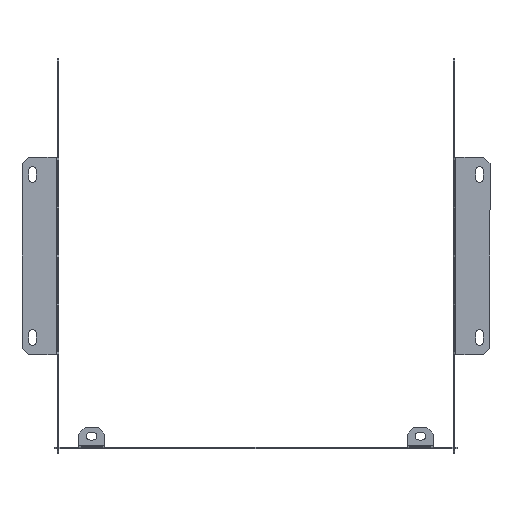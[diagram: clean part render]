
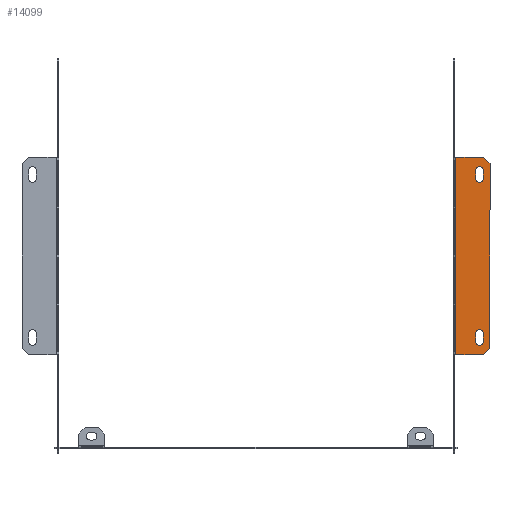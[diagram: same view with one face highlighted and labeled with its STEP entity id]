
A CAD part, left-side view. The second image highlights one B-rep face of the part: STEP entity #14099.
In plain terms, the highlighted face is planar.
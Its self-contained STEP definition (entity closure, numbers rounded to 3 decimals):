
#251 = DIRECTION ( 'NONE',  ( 0., -1., 0. ) ) ;
#429 = VECTOR ( 'NONE', #3786, 1000. ) ;
#481 = CARTESIAN_POINT ( 'NONE',  ( 22.004, 75., 99.5 ) ) ;
#530 = DIRECTION ( 'NONE',  ( 0., 1., 0. ) ) ;
#1048 = EDGE_CURVE ( 'NONE', #5783, #1714, #11406, .T. ) ;
#1395 = CIRCLE ( 'NONE', #5102, 3. ) ;
#1606 = LINE ( 'NONE', #11562, #12687 ) ;
#1654 = ORIENTED_EDGE ( 'NONE', *, *, #13156, .F. ) ;
#1714 = VERTEX_POINT ( 'NONE', #6734 ) ;
#1737 = AXIS2_PLACEMENT_3D ( 'NONE', #13687, #4826, #12386 ) ;
#1896 = CARTESIAN_POINT ( 'NONE',  ( 19.004, -65., 99.5 ) ) ;
#2056 = VERTEX_POINT ( 'NONE', #7669 ) ;
#2058 = ORIENTED_EDGE ( 'NONE', *, *, #4315, .F. ) ;
#2248 = VERTEX_POINT ( 'NONE', #3774 ) ;
#2312 = DIRECTION ( 'NONE',  ( 0., 0., -1. ) ) ;
#2340 = CIRCLE ( 'NONE', #6984, 3. ) ;
#2419 = VERTEX_POINT ( 'NONE', #10740 ) ;
#2452 = ORIENTED_EDGE ( 'NONE', *, *, #4376, .F. ) ;
#2667 = EDGE_CURVE ( 'NONE', #2056, #6839, #10721, .T. ) ;
#2735 = VECTOR ( 'NONE', #2783, 1000. ) ;
#2770 = EDGE_LOOP ( 'NONE', ( #10705, #5916, #1654, #11397 ) ) ;
#2783 = DIRECTION ( 'NONE',  ( -1., 0., 0. ) ) ;
#2890 = VECTOR ( 'NONE', #7251, 1000. ) ;
#3001 = EDGE_CURVE ( 'NONE', #1714, #2056, #8028, .T. ) ;
#3065 = LINE ( 'NONE', #3131, #10596 ) ;
#3131 = CARTESIAN_POINT ( 'NONE',  ( 27.004, 75., 99.5 ) ) ;
#3481 = VERTEX_POINT ( 'NONE', #9243 ) ;
#3535 = CARTESIAN_POINT ( 'NONE',  ( 22.004, -75., 99.5 ) ) ;
#3677 = CARTESIAN_POINT ( 'NONE',  ( 16.004, -59., 99.5 ) ) ;
#3774 = CARTESIAN_POINT ( 'NONE',  ( 22.004, -65., 99.5 ) ) ;
#3786 = DIRECTION ( 'NONE',  ( 0., 1., 0. ) ) ;
#3790 = DIRECTION ( 'NONE',  ( -1., 0., 0. ) ) ;
#3929 = LINE ( 'NONE', #7131, #429 ) ;
#3942 = DIRECTION ( 'NONE',  ( 0., 0., 1. ) ) ;
#3943 = VECTOR ( 'NONE', #6334, 1000. ) ;
#3962 = FACE_BOUND ( 'NONE', #11871, .T. ) ;
#4028 = FACE_BOUND ( 'NONE', #2770, .T. ) ;
#4089 = EDGE_LOOP ( 'NONE', ( #2058, #9583, #13925, #12907, #10521, #2452 ) ) ;
#4205 = CARTESIAN_POINT ( 'NONE',  ( 22.004, -75., 99.5 ) ) ;
#4315 = EDGE_CURVE ( 'NONE', #6630, #3481, #12383, .T. ) ;
#4376 = EDGE_CURVE ( 'NONE', #3481, #8141, #11499, .T. ) ;
#4518 = EDGE_CURVE ( 'NONE', #8641, #6184, #3065, .T. ) ;
#4663 = CARTESIAN_POINT ( 'NONE',  ( 19.004, -59., 99.5 ) ) ;
#4784 = DIRECTION ( 'NONE',  ( 0., -1., 0. ) ) ;
#4791 = EDGE_CURVE ( 'NONE', #8643, #8141, #1606, .T. ) ;
#4826 = DIRECTION ( 'NONE',  ( 0., 0., -1. ) ) ;
#4993 = CARTESIAN_POINT ( 'NONE',  ( 22.004, 65., 99.5 ) ) ;
#5102 = AXIS2_PLACEMENT_3D ( 'NONE', #1896, #3942, #12798 ) ;
#5318 = AXIS2_PLACEMENT_3D ( 'NONE', #8857, #2312, #7622 ) ;
#5670 = ORIENTED_EDGE ( 'NONE', *, *, #1048, .T. ) ;
#5783 = VERTEX_POINT ( 'NONE', #9829 ) ;
#5849 = CARTESIAN_POINT ( 'NONE',  ( 27.004, -75., 99.5 ) ) ;
#5916 = ORIENTED_EDGE ( 'NONE', *, *, #13527, .F. ) ;
#6184 = VERTEX_POINT ( 'NONE', #14238 ) ;
#6334 = DIRECTION ( 'NONE',  ( -0.707, 0.707, 0. ) ) ;
#6351 = ORIENTED_EDGE ( 'NONE', *, *, #2667, .T. ) ;
#6630 = VERTEX_POINT ( 'NONE', #4205 ) ;
#6734 = CARTESIAN_POINT ( 'NONE',  ( 22.004, 59., 99.5 ) ) ;
#6839 = VERTEX_POINT ( 'NONE', #12552 ) ;
#6984 = AXIS2_PLACEMENT_3D ( 'NONE', #4663, #9101, #7473 ) ;
#6996 = CARTESIAN_POINT ( 'NONE',  ( 16.004, -65., 99.5 ) ) ;
#7131 = CARTESIAN_POINT ( 'NONE',  ( 22.004, -65., 99.5 ) ) ;
#7170 = CARTESIAN_POINT ( 'NONE',  ( 27.004, -70., 99.5 ) ) ;
#7251 = DIRECTION ( 'NONE',  ( 0., 1., 0. ) ) ;
#7357 = LINE ( 'NONE', #8516, #3943 ) ;
#7473 = DIRECTION ( 'NONE',  ( -1., 0., 0. ) ) ;
#7622 = DIRECTION ( 'NONE',  ( -1., 0., 0. ) ) ;
#7662 = VECTOR ( 'NONE', #12326, 1000. ) ;
#7669 = CARTESIAN_POINT ( 'NONE',  ( 16.004, 59., 99.5 ) ) ;
#7876 = CARTESIAN_POINT ( 'NONE',  ( 1., 75., 99.5 ) ) ;
#8028 = CIRCLE ( 'NONE', #1737, 3. ) ;
#8141 = VERTEX_POINT ( 'NONE', #7876 ) ;
#8241 = CARTESIAN_POINT ( 'NONE',  ( 1., 0., 99.5 ) ) ;
#8265 = VERTEX_POINT ( 'NONE', #6996 ) ;
#8271 = ORIENTED_EDGE ( 'NONE', *, *, #11259, .T. ) ;
#8328 = PLANE ( 'NONE',  #9076 ) ;
#8516 = CARTESIAN_POINT ( 'NONE',  ( 22.004, 75., 99.5 ) ) ;
#8521 = VECTOR ( 'NONE', #530, 1000. ) ;
#8641 = VERTEX_POINT ( 'NONE', #7170 ) ;
#8643 = VERTEX_POINT ( 'NONE', #481 ) ;
#8648 = VERTEX_POINT ( 'NONE', #3677 ) ;
#8834 = LINE ( 'NONE', #11216, #14150 ) ;
#8857 = CARTESIAN_POINT ( 'NONE',  ( 19.004, 65., 99.5 ) ) ;
#9064 = LINE ( 'NONE', #3535, #7662 ) ;
#9076 = AXIS2_PLACEMENT_3D ( 'NONE', #11512, #12605, #10565 ) ;
#9101 = DIRECTION ( 'NONE',  ( 0., 0., 1. ) ) ;
#9243 = CARTESIAN_POINT ( 'NONE',  ( 1., -75., 99.5 ) ) ;
#9491 = CARTESIAN_POINT ( 'NONE',  ( 16.004, 65., 99.5 ) ) ;
#9583 = ORIENTED_EDGE ( 'NONE', *, *, #12737, .T. ) ;
#9829 = CARTESIAN_POINT ( 'NONE',  ( 22.004, 65., 99.5 ) ) ;
#10116 = VECTOR ( 'NONE', #4784, 1000. ) ;
#10521 = ORIENTED_EDGE ( 'NONE', *, *, #4791, .T. ) ;
#10565 = DIRECTION ( 'NONE',  ( -1., 0., 0. ) ) ;
#10573 = EDGE_CURVE ( 'NONE', #2248, #2419, #3929, .T. ) ;
#10596 = VECTOR ( 'NONE', #10917, 1000. ) ;
#10705 = ORIENTED_EDGE ( 'NONE', *, *, #10573, .F. ) ;
#10721 = LINE ( 'NONE', #9491, #2890 ) ;
#10740 = CARTESIAN_POINT ( 'NONE',  ( 22.004, -59., 99.5 ) ) ;
#10917 = DIRECTION ( 'NONE',  ( 0., 1., 0. ) ) ;
#11216 = CARTESIAN_POINT ( 'NONE',  ( 16.004, -65., 99.5 ) ) ;
#11259 = EDGE_CURVE ( 'NONE', #6839, #5783, #11578, .T. ) ;
#11397 = ORIENTED_EDGE ( 'NONE', *, *, #13789, .F. ) ;
#11406 = LINE ( 'NONE', #4993, #10116 ) ;
#11499 = LINE ( 'NONE', #8241, #8521 ) ;
#11512 = CARTESIAN_POINT ( 'NONE',  ( -98.796, 0., 99.5 ) ) ;
#11562 = CARTESIAN_POINT ( 'NONE',  ( 27.004, 75., 99.5 ) ) ;
#11578 = CIRCLE ( 'NONE', #5318, 3. ) ;
#11658 = FACE_OUTER_BOUND ( 'NONE', #4089, .T. ) ;
#11871 = EDGE_LOOP ( 'NONE', ( #8271, #5670, #12477, #6351 ) ) ;
#12326 = DIRECTION ( 'NONE',  ( 0.707, 0.707, 0. ) ) ;
#12383 = LINE ( 'NONE', #5849, #2735 ) ;
#12386 = DIRECTION ( 'NONE',  ( -1., 0., 0. ) ) ;
#12477 = ORIENTED_EDGE ( 'NONE', *, *, #3001, .T. ) ;
#12552 = CARTESIAN_POINT ( 'NONE',  ( 16.004, 65., 99.5 ) ) ;
#12605 = DIRECTION ( 'NONE',  ( 0., 0., -1. ) ) ;
#12687 = VECTOR ( 'NONE', #3790, 1000. ) ;
#12737 = EDGE_CURVE ( 'NONE', #6630, #8641, #9064, .T. ) ;
#12798 = DIRECTION ( 'NONE',  ( -1., 0., 0. ) ) ;
#12907 = ORIENTED_EDGE ( 'NONE', *, *, #13470, .T. ) ;
#13156 = EDGE_CURVE ( 'NONE', #8648, #8265, #8834, .T. ) ;
#13470 = EDGE_CURVE ( 'NONE', #6184, #8643, #7357, .T. ) ;
#13527 = EDGE_CURVE ( 'NONE', #8265, #2248, #1395, .T. ) ;
#13687 = CARTESIAN_POINT ( 'NONE',  ( 19.004, 59., 99.5 ) ) ;
#13789 = EDGE_CURVE ( 'NONE', #2419, #8648, #2340, .T. ) ;
#13925 = ORIENTED_EDGE ( 'NONE', *, *, #4518, .T. ) ;
#14099 = ADVANCED_FACE ( 'NONE', ( #11658, #4028, #3962 ), #8328, .F. ) ;
#14150 = VECTOR ( 'NONE', #251, 1000. ) ;
#14238 = CARTESIAN_POINT ( 'NONE',  ( 27.004, 70., 99.5 ) ) ;
